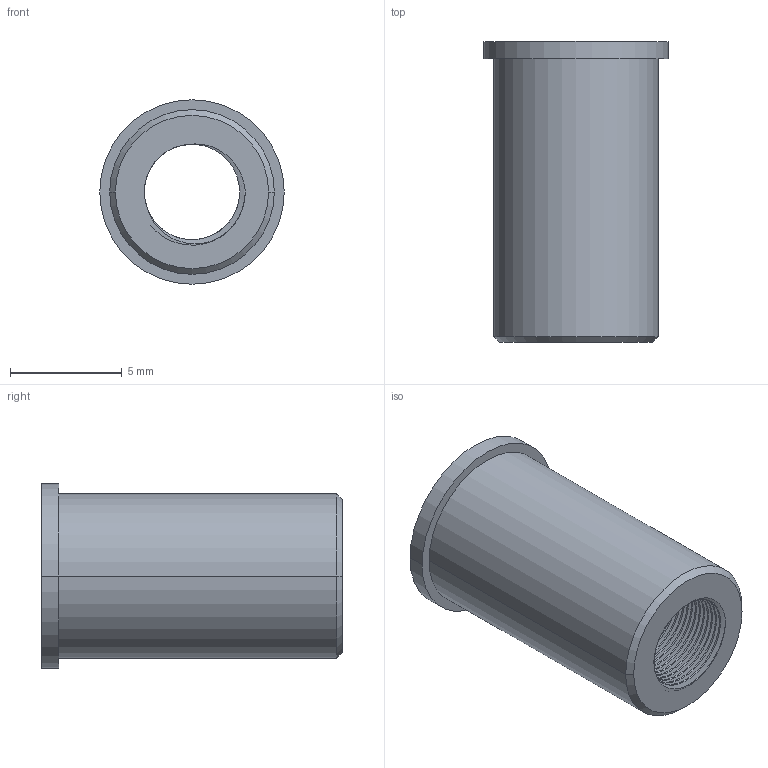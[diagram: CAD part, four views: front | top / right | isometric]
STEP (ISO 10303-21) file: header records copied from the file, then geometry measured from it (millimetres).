
FILE_DESCRIPTION (( 'STEP AP214' ), '1' );
FILE_NAME ('8553-E0W.step', '2007-11-09T08:16:24', ( ' ' ), ( ' ' ), 'SwSTEP 2.0', 'SolidWorks 2007', '' );
FILE_SCHEMA (( 'AUTOMOTIVE_DESIGN' ));
Length unit declared in the file: inch
Products named in the file (1): 8553-E0W
Bounding box: 8.26 x 13.46 x 8.26 mm (x, y, z)
Volume: 367.9 mm3; surface area: 860.1 mm2
Topology: 1 solids, 1 shells, 226 faces, 666 edges, 443 vertices
Faces by surface type: cylinder 219, plane 3, cone 2, bspline 2
Entity records: 12600 total; most frequent: CARTESIAN_POINT 7820, ORIENTED_EDGE 1332, DIRECTION 701, EDGE_CURVE 666, VERTEX_POINT 443, AXIS2_PLACEMENT_3D 241, EDGE_LOOP 229, FACE_OUTER_BOUND 226
